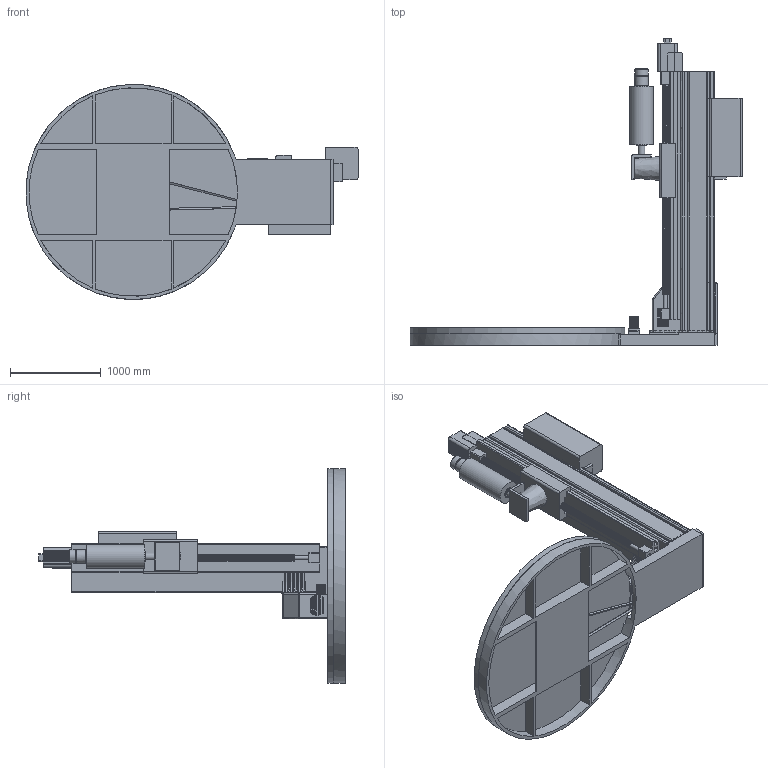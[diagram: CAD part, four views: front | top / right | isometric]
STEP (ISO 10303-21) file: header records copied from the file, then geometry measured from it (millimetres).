
FILE_DESCRIPTION(('FreeCAD Model'),'2;1');
FILE_NAME('Open CASCADE Shape Model','2025-05-08T00:27:35',('FreeCAD'),( 'FreeCAD'),'Open CASCADE STEP processor 7.6','FreeCAD','Unknown');
FILE_SCHEMA(('AUTOMOTIVE_DESIGN { 1 0 10303 214 1 1 1 1 }'));
Products named in the file (1): Open CASCADE STEP translator 7.6 1
Bounding box: 3658.59 x 3380.71 x 2368.65 mm (x, y, z)
Volume: 1371384116.3 mm3; surface area: 41095972.2 mm2
Topology: 24 solids, 24 shells, 1203 faces, 3139 edges, 2060 vertices
Faces by surface type: bspline 1203
Entity records: 55837 total; most frequent: CARTESIAN_POINT 36850, ORIENTED_EDGE 6278, EDGE_CURVE 3139, B_SPLINE_CURVE_WITH_KNOTS 2642, VERTEX_POINT 2060, FACE_BOUND 1367, EDGE_LOOP 1367, ADVANCED_FACE 1203
